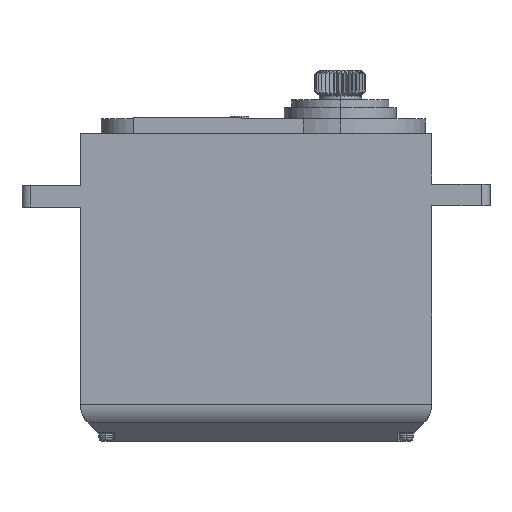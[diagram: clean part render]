
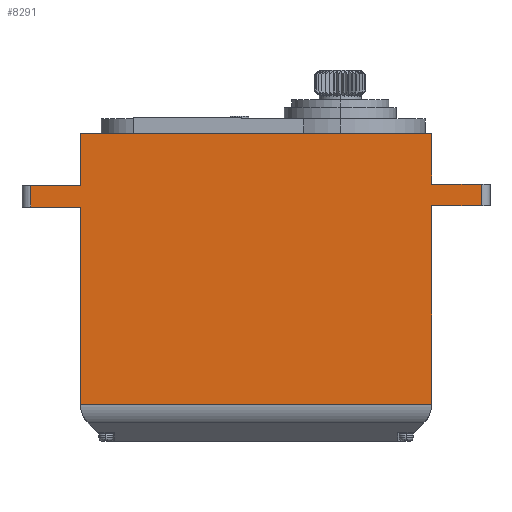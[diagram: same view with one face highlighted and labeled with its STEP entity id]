
A CAD part, top view. The second image highlights one B-rep face of the part: STEP entity #8291.
In plain terms, the highlighted planar face has unit normal (0, 0, 1).
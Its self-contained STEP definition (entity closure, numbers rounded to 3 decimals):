
#2 = VERTEX_POINT ( 'NONE', #6815 ) ;
#183 = VECTOR ( 'NONE', #5770, 1000. ) ;
#234 = CARTESIAN_POINT ( 'NONE',  ( 28.373, 27.07, 8.191 ) ) ;
#306 = DIRECTION ( 'NONE',  ( -1., 0., 0. ) ) ;
#488 = CARTESIAN_POINT ( 'NONE',  ( -18.657, 4.243, 8.191 ) ) ;
#530 = EDGE_CURVE ( 'NONE', #2, #18326, #7550, .T. ) ;
#574 = ORIENTED_EDGE ( 'NONE', *, *, #14677, .T. ) ;
#776 = ORIENTED_EDGE ( 'NONE', *, *, #5988, .F. ) ;
#1049 = DIRECTION ( 'NONE',  ( 1., 0., 0. ) ) ;
#1295 = VERTEX_POINT ( 'NONE', #8429 ) ;
#1655 = LINE ( 'NONE', #12505, #14471 ) ;
#1693 = CARTESIAN_POINT ( 'NONE',  ( 21.663, 29.53, 8.191 ) ) ;
#1906 = VECTOR ( 'NONE', #12110, 1000. ) ;
#2166 = LINE ( 'NONE', #3704, #1906 ) ;
#2517 = ORIENTED_EDGE ( 'NONE', *, *, #3378, .T. ) ;
#2875 = FACE_OUTER_BOUND ( 'NONE', #4301, .T. ) ;
#3374 = ORIENTED_EDGE ( 'NONE', *, *, #530, .F. ) ;
#3378 = EDGE_CURVE ( 'NONE', #2, #11862, #14901, .T. ) ;
#3506 = EDGE_CURVE ( 'NONE', #17492, #10236, #10586, .T. ) ;
#3692 = VERTEX_POINT ( 'NONE', #11770 ) ;
#3697 = CARTESIAN_POINT ( 'NONE',  ( -18.657, 26.901, 8.191 ) ) ;
#3704 = CARTESIAN_POINT ( 'NONE',  ( 27.373, 35.37, 8.191 ) ) ;
#3889 = CARTESIAN_POINT ( 'NONE',  ( -18.657, 29.361, 8.191 ) ) ;
#4301 = EDGE_LOOP ( 'NONE', ( #3374, #2517, #13864, #12663, #4677, #9558, #11608, #12084, #6331, #17662, #776, #574 ) ) ;
#4550 = DIRECTION ( 'NONE',  ( 0., -1., 0. ) ) ;
#4677 = ORIENTED_EDGE ( 'NONE', *, *, #8415, .T. ) ;
#4696 = CARTESIAN_POINT ( 'NONE',  ( 21.663, 35.37, 8.191 ) ) ;
#4924 = CARTESIAN_POINT ( 'NONE',  ( -18.657, 35.37, 8.191 ) ) ;
#5042 = VECTOR ( 'NONE', #14240, 1000. ) ;
#5436 = EDGE_CURVE ( 'NONE', #1295, #13970, #10093, .T. ) ;
#5530 = DIRECTION ( 'NONE',  ( 1., 0., 0. ) ) ;
#5770 = DIRECTION ( 'NONE',  ( 0., -1., 0. ) ) ;
#5814 = DIRECTION ( 'NONE',  ( 0., -1., 0. ) ) ;
#5862 = VECTOR ( 'NONE', #14870, 1000. ) ;
#5988 = EDGE_CURVE ( 'NONE', #14521, #3692, #17590, .T. ) ;
#6095 = EDGE_CURVE ( 'NONE', #3692, #13970, #12117, .T. ) ;
#6184 = CARTESIAN_POINT ( 'NONE',  ( -24.367, 26.901, 8.191 ) ) ;
#6331 = ORIENTED_EDGE ( 'NONE', *, *, #5436, .T. ) ;
#6652 = CARTESIAN_POINT ( 'NONE',  ( 21.663, 4.243, 8.191 ) ) ;
#6815 = CARTESIAN_POINT ( 'NONE',  ( -24.367, 29.361, 8.191 ) ) ;
#6973 = CARTESIAN_POINT ( 'NONE',  ( -24.367, 35.37, 8.191 ) ) ;
#7095 = DIRECTION ( 'NONE',  ( -1., 0., 0. ) ) ;
#7183 = CARTESIAN_POINT ( 'NONE',  ( -18.657, 35.37, 8.191 ) ) ;
#7240 = CARTESIAN_POINT ( 'NONE',  ( -25.367, 29.361, 8.191 ) ) ;
#7493 = VECTOR ( 'NONE', #5530, 1000. ) ;
#7498 = EDGE_CURVE ( 'NONE', #10353, #1295, #2166, .T. ) ;
#7550 = LINE ( 'NONE', #7240, #5862 ) ;
#7942 = LINE ( 'NONE', #234, #5042 ) ;
#8260 = VECTOR ( 'NONE', #10786, 1000. ) ;
#8291 = ADVANCED_FACE ( 'NONE', ( #2875 ), #15344, .F. ) ;
#8299 = VECTOR ( 'NONE', #7095, 1000. ) ;
#8415 = EDGE_CURVE ( 'NONE', #12807, #10236, #1655, .T. ) ;
#8429 = CARTESIAN_POINT ( 'NONE',  ( 27.373, 29.53, 8.191 ) ) ;
#8713 = CARTESIAN_POINT ( 'NONE',  ( -18.657, 35.37, 8.191 ) ) ;
#9317 = DIRECTION ( 'NONE',  ( 1., 0., 0. ) ) ;
#9558 = ORIENTED_EDGE ( 'NONE', *, *, #3506, .F. ) ;
#10093 = LINE ( 'NONE', #17475, #8299 ) ;
#10236 = VERTEX_POINT ( 'NONE', #6652 ) ;
#10353 = VERTEX_POINT ( 'NONE', #12361 ) ;
#10586 = LINE ( 'NONE', #16735, #8260 ) ;
#10626 = CARTESIAN_POINT ( 'NONE',  ( -18.657, 35.37, 8.191 ) ) ;
#10786 = DIRECTION ( 'NONE',  ( 0., -1., 0. ) ) ;
#10818 = DIRECTION ( 'NONE',  ( 0., 0., -1. ) ) ;
#11523 = VECTOR ( 'NONE', #5814, 1000. ) ;
#11534 = LINE ( 'NONE', #19203, #7493 ) ;
#11608 = ORIENTED_EDGE ( 'NONE', *, *, #19254, .F. ) ;
#11770 = CARTESIAN_POINT ( 'NONE',  ( 21.663, 35.37, 8.191 ) ) ;
#11862 = VERTEX_POINT ( 'NONE', #6184 ) ;
#12084 = ORIENTED_EDGE ( 'NONE', *, *, #7498, .T. ) ;
#12110 = DIRECTION ( 'NONE',  ( 0., 1., 0. ) ) ;
#12117 = LINE ( 'NONE', #4696, #11523 ) ;
#12150 = EDGE_CURVE ( 'NONE', #13303, #12807, #13840, .T. ) ;
#12361 = CARTESIAN_POINT ( 'NONE',  ( 27.373, 27.07, 8.191 ) ) ;
#12505 = CARTESIAN_POINT ( 'NONE',  ( -18.657, 4.243, 8.191 ) ) ;
#12663 = ORIENTED_EDGE ( 'NONE', *, *, #12150, .T. ) ;
#12807 = VERTEX_POINT ( 'NONE', #488 ) ;
#13303 = VERTEX_POINT ( 'NONE', #3697 ) ;
#13840 = LINE ( 'NONE', #4924, #14509 ) ;
#13864 = ORIENTED_EDGE ( 'NONE', *, *, #16069, .T. ) ;
#13940 = DIRECTION ( 'NONE',  ( 0., -1., 0. ) ) ;
#13970 = VERTEX_POINT ( 'NONE', #1693 ) ;
#14240 = DIRECTION ( 'NONE',  ( -1., 0., 0. ) ) ;
#14440 = VECTOR ( 'NONE', #4550, 1000. ) ;
#14471 = VECTOR ( 'NONE', #9317, 1000. ) ;
#14509 = VECTOR ( 'NONE', #13940, 1000. ) ;
#14521 = VERTEX_POINT ( 'NONE', #18459 ) ;
#14677 = EDGE_CURVE ( 'NONE', #14521, #18326, #18346, .T. ) ;
#14870 = DIRECTION ( 'NONE',  ( 1., 0., 0. ) ) ;
#14901 = LINE ( 'NONE', #6973, #183 ) ;
#15344 = PLANE ( 'NONE',  #16425 ) ;
#16047 = VECTOR ( 'NONE', #1049, 1000. ) ;
#16069 = EDGE_CURVE ( 'NONE', #11862, #13303, #11534, .T. ) ;
#16425 = AXIS2_PLACEMENT_3D ( 'NONE', #10626, #10818, #306 ) ;
#16735 = CARTESIAN_POINT ( 'NONE',  ( 21.663, 35.37, 8.191 ) ) ;
#17475 = CARTESIAN_POINT ( 'NONE',  ( 28.373, 29.53, 8.191 ) ) ;
#17492 = VERTEX_POINT ( 'NONE', #19849 ) ;
#17590 = LINE ( 'NONE', #8713, #16047 ) ;
#17662 = ORIENTED_EDGE ( 'NONE', *, *, #6095, .F. ) ;
#18326 = VERTEX_POINT ( 'NONE', #3889 ) ;
#18346 = LINE ( 'NONE', #7183, #14440 ) ;
#18459 = CARTESIAN_POINT ( 'NONE',  ( -18.657, 35.37, 8.191 ) ) ;
#19203 = CARTESIAN_POINT ( 'NONE',  ( -25.367, 26.901, 8.191 ) ) ;
#19254 = EDGE_CURVE ( 'NONE', #10353, #17492, #7942, .T. ) ;
#19849 = CARTESIAN_POINT ( 'NONE',  ( 21.663, 27.07, 8.191 ) ) ;
